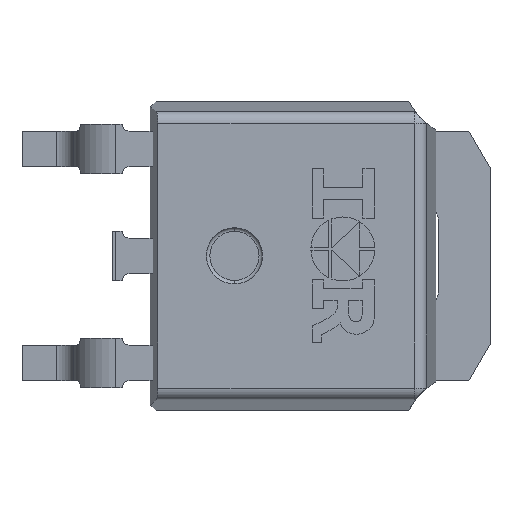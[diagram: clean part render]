
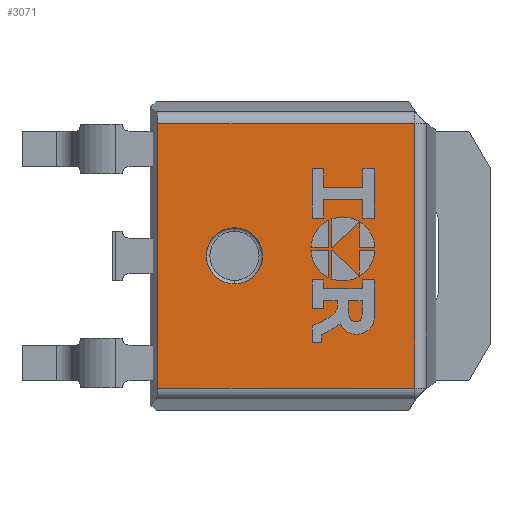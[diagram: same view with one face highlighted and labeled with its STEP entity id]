
A CAD part, top view. The second image highlights one B-rep face of the part: STEP entity #3071.
In plain terms, the highlighted planar face has unit normal (0, 0, 1).
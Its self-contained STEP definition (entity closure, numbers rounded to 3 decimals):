
#43=FACE_BOUND('',#474,.T.);
#82=CIRCLE('',#3288,0.6);
#87=CIRCLE('',#3302,0.6);
#296=FACE_OUTER_BOUND('',#473,.T.);
#473=EDGE_LOOP('',(#2366,#2367,#2368,#2369));
#474=EDGE_LOOP('',(#2370,#2371));
#734=LINE('',#4786,#1064);
#735=LINE('',#4788,#1065);
#736=LINE('',#4790,#1066);
#737=LINE('',#4791,#1067);
#1064=VECTOR('',#3868,1000.);
#1065=VECTOR('',#3869,1000.);
#1066=VECTOR('',#3870,1000.);
#1067=VECTOR('',#3871,1000.);
#1354=VERTEX_POINT('',#4725);
#1355=VERTEX_POINT('',#4727);
#1374=VERTEX_POINT('',#4784);
#1375=VERTEX_POINT('',#4785);
#1376=VERTEX_POINT('',#4787);
#1377=VERTEX_POINT('',#4789);
#1710=EDGE_CURVE('',#1354,#1355,#82,.T.);
#1735=EDGE_CURVE('',#1374,#1375,#734,.T.);
#1736=EDGE_CURVE('',#1375,#1376,#735,.T.);
#1737=EDGE_CURVE('',#1376,#1377,#736,.T.);
#1738=EDGE_CURVE('',#1377,#1374,#737,.T.);
#1739=EDGE_CURVE('',#1355,#1354,#87,.T.);
#2366=ORIENTED_EDGE('',*,*,#1735,.T.);
#2367=ORIENTED_EDGE('',*,*,#1736,.T.);
#2368=ORIENTED_EDGE('',*,*,#1737,.T.);
#2369=ORIENTED_EDGE('',*,*,#1738,.T.);
#2370=ORIENTED_EDGE('',*,*,#1739,.F.);
#2371=ORIENTED_EDGE('',*,*,#1710,.F.);
#2931=PLANE('',#3301);
#3071=ADVANCED_FACE('',(#296,#43),#2931,.T.);
#3288=AXIS2_PLACEMENT_3D('',#4728,#3824,#3825);
#3301=AXIS2_PLACEMENT_3D('',#4783,#3866,#3867);
#3302=AXIS2_PLACEMENT_3D('',#4792,#3872,#3873);
#3824=DIRECTION('center_axis',(0.,0.,1.));
#3825=DIRECTION('ref_axis',(0.,-1.,0.));
#3866=DIRECTION('center_axis',(0.,0.,1.));
#3867=DIRECTION('ref_axis',(0.,-1.,0.));
#3868=DIRECTION('',(0.,-1.,0.));
#3869=DIRECTION('',(1.,0.,0.));
#3870=DIRECTION('',(0.,1.,0.));
#3871=DIRECTION('',(-1.,0.,0.));
#3872=DIRECTION('center_axis',(0.,0.,1.));
#3873=DIRECTION('ref_axis',(0.,-1.,0.));
#4725=CARTESIAN_POINT('',(-0.43,0.6,2.43));
#4727=CARTESIAN_POINT('',(-0.43,-0.6,2.43));
#4728=CARTESIAN_POINT('Origin',(-0.43,0.,2.43));
#4783=CARTESIAN_POINT('Origin',(0.,0.,2.43));
#4784=CARTESIAN_POINT('',(-2.069,2.827,2.43));
#4785=CARTESIAN_POINT('',(-2.069,-2.827,2.43));
#4786=CARTESIAN_POINT('',(-2.069,3.3,2.43));
#4787=CARTESIAN_POINT('',(3.419,-2.827,2.43));
#4788=CARTESIAN_POINT('',(3.419,-2.827,2.43));
#4789=CARTESIAN_POINT('',(3.419,2.827,2.43));
#4790=CARTESIAN_POINT('',(3.419,2.859,2.43));
#4791=CARTESIAN_POINT('',(-2.069,2.827,2.43));
#4792=CARTESIAN_POINT('Origin',(-0.43,0.,2.43));
